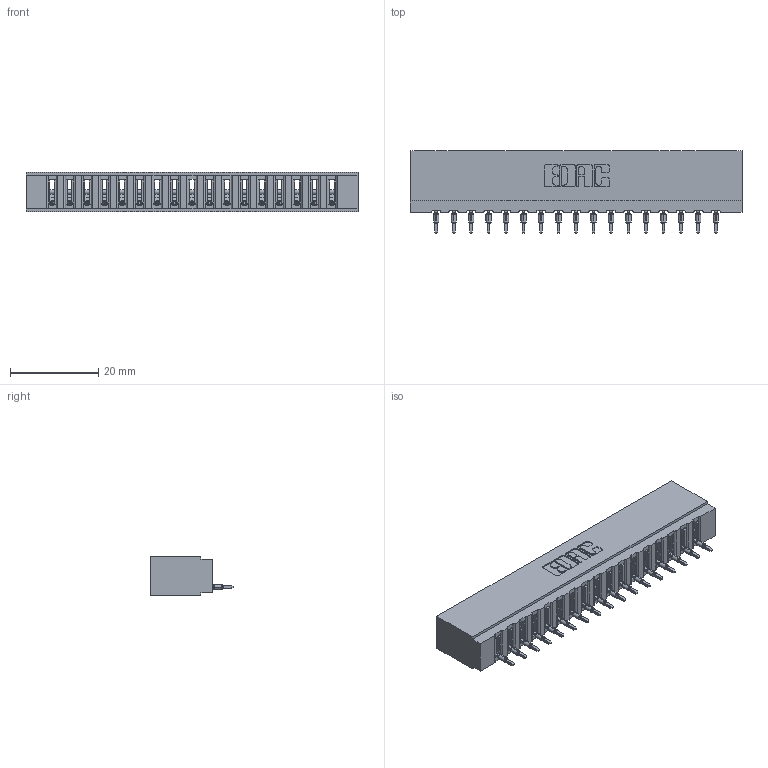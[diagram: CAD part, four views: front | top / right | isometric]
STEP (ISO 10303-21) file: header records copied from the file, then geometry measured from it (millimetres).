
FILE_DESCRIPTION (( 'STEP AP203' ), '1' );
FILE_NAME ('717-017-525-101.STEP', '2026-02-20T20:30:32', ( '' ), ( '' ), 'SwSTEP 2.0', 'SolidWorks 2023', '' );
FILE_SCHEMA (( 'CONFIG_CONTROL_DESIGN' ));
Length unit declared in the file: millimetre
Products named in the file (3): 717-017-525-101; 745-292-001_525; 717 Part_Insulator Option - 06
Assembly tree (18 placements, depth 2):
  717-017-525-101
    717 Part_Insulator Option - 06
    745-292-001_525  x17
Bounding box: 75.23 x 18.78 x 8.89 mm (x, y, z)
Volume: 6451.1 mm3; surface area: 8739.3 mm2
Topology: 18 solids, 18 shells, 2015 faces, 5538 edges, 3498 vertices
Faces by surface type: plane 1210, cylinder 363, bspline 340, torus 102
Entity records: 31981 total; most frequent: CARTESIAN_POINT 6138, ORIENTED_EDGE 5540, DIRECTION 4826, EDGE_CURVE 2770, LINE 2486, VECTOR 2486, VERTEX_POINT 1770, AXIS2_PLACEMENT_3D 1170
